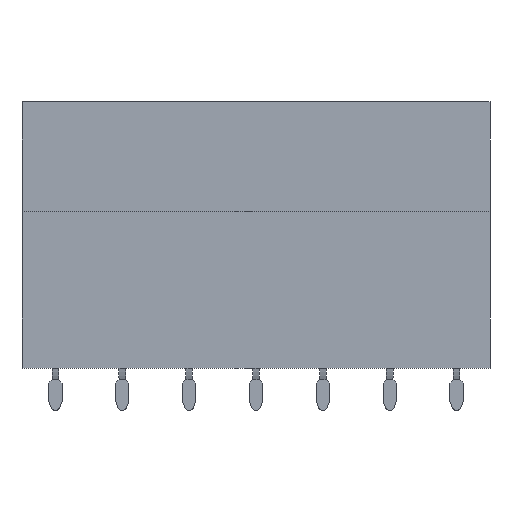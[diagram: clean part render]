
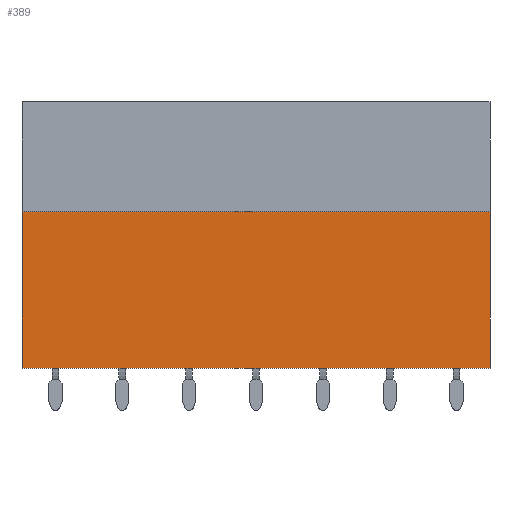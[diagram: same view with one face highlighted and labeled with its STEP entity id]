
A CAD part, front view. The second image highlights one B-rep face of the part: STEP entity #389.
In plain terms, the highlighted planar face has unit normal (0, -1, 0).
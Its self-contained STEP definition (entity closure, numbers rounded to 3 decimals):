
#362=AXIS2_PLACEMENT_3D('Plane Axis2P3D',#359,#360,#361) ;
#314=CARTESIAN_POINT('Vertex',(0.,0.,3.2)) ;
#317=CARTESIAN_POINT('Line Origine',(0.,0.,9.15)) ;
#321=CARTESIAN_POINT('Vertex',(0.,0.,15.1)) ;
#359=CARTESIAN_POINT('Axis2P3D Location',(5.08,0.,0.)) ;
#364=CARTESIAN_POINT('Line Origine',(35.56,0.,9.15)) ;
#368=CARTESIAN_POINT('Vertex',(35.56,0.,3.2)) ;
#370=CARTESIAN_POINT('Vertex',(35.56,0.,15.1)) ;
#373=CARTESIAN_POINT('Line Origine',(17.78,0.,15.1)) ;
#378=CARTESIAN_POINT('Line Origine',(17.78,0.,3.2)) ;
#318=DIRECTION('Vector Direction',(0.,0.,1.)) ;
#360=DIRECTION('Axis2P3D Direction',(0.,1.,-0.)) ;
#361=DIRECTION('Axis2P3D XDirection',(-1.,0.,0.)) ;
#365=DIRECTION('Vector Direction',(0.,0.,1.)) ;
#374=DIRECTION('Vector Direction',(1.,0.,0.)) ;
#379=DIRECTION('Vector Direction',(-1.,0.,0.)) ;
#319=VECTOR('Line Direction',#318,1.) ;
#366=VECTOR('Line Direction',#365,1.) ;
#375=VECTOR('Line Direction',#374,1.) ;
#380=VECTOR('Line Direction',#379,1.) ;
#384=ORIENTED_EDGE('',*,*,#372,.T.) ;
#385=ORIENTED_EDGE('',*,*,#377,.F.) ;
#386=ORIENTED_EDGE('',*,*,#323,.F.) ;
#387=ORIENTED_EDGE('',*,*,#382,.F.) ;
#389=ADVANCED_FACE('BLL 5.08/07/180 3.2 SN OR 1630760000',(#388),#363,.F.) ;
#323=EDGE_CURVE('',#315,#322,#320,.T.) ;
#372=EDGE_CURVE('',#369,#371,#367,.T.) ;
#377=EDGE_CURVE('',#322,#371,#376,.T.) ;
#382=EDGE_CURVE('',#369,#315,#381,.T.) ;
#383=EDGE_LOOP('',(#384,#385,#386,#387)) ;
#388=FACE_OUTER_BOUND('',#383,.T.) ;
#320=LINE('Line',#317,#319) ;
#367=LINE('Line',#364,#366) ;
#376=LINE('Line',#373,#375) ;
#381=LINE('Line',#378,#380) ;
#363=PLANE('',#362) ;
#315=VERTEX_POINT('',#314) ;
#322=VERTEX_POINT('',#321) ;
#369=VERTEX_POINT('',#368) ;
#371=VERTEX_POINT('',#370) ;
